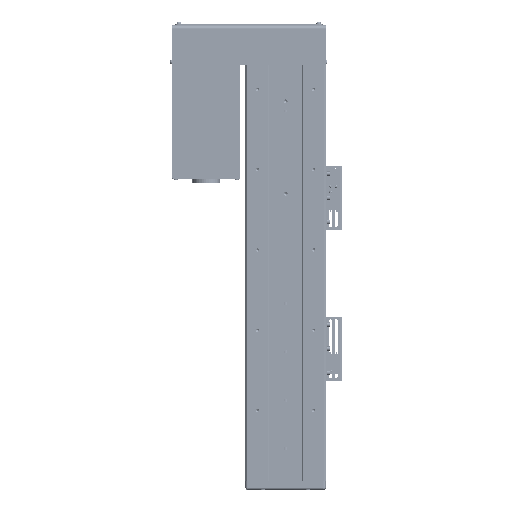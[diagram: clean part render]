
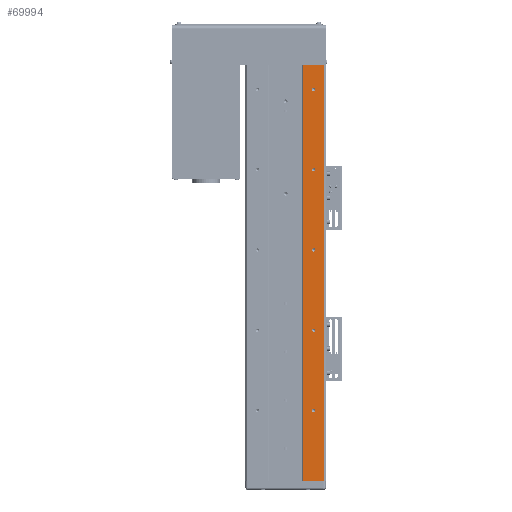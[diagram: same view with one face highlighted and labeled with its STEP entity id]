
A CAD part, front view. The second image highlights one B-rep face of the part: STEP entity #69994.
In plain terms, the highlighted planar face has unit normal (0, -1, 0).
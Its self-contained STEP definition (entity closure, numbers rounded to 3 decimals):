
#60 = EDGE_LOOP ( 'NONE', ( #26926, #69038 ) ) ;
#593 = DIRECTION ( 'NONE',  ( 0., 0., -1. ) ) ;
#736 = CARTESIAN_POINT ( 'NONE',  ( 35., -1., -227.9 ) ) ;
#1518 = DIRECTION ( 'NONE',  ( 0., 0., -1. ) ) ;
#1732 = DIRECTION ( 'NONE',  ( 0., 0., -1. ) ) ;
#1809 = ORIENTED_EDGE ( 'NONE', *, *, #65424, .F. ) ;
#1857 = VERTEX_POINT ( 'NONE', #20514 ) ;
#2086 = AXIS2_PLACEMENT_3D ( 'NONE', #107524, #54114, #593 ) ;
#2288 = CARTESIAN_POINT ( 'NONE',  ( 22., -1., -1418. ) ) ;
#2898 = VECTOR ( 'NONE', #78902, 1000. ) ;
#3418 = DIRECTION ( 'NONE',  ( 0., -1., 0. ) ) ;
#4019 = CARTESIAN_POINT ( 'NONE',  ( 35., -1., -130. ) ) ;
#4202 = DIRECTION ( 'NONE',  ( 0., 0., 1. ) ) ;
#4705 = DIRECTION ( 'NONE',  ( 0., 0., -1. ) ) ;
#5478 = CARTESIAN_POINT ( 'NONE',  ( 35., -1., -330. ) ) ;
#5828 = AXIS2_PLACEMENT_3D ( 'NONE', #48607, #110970, #57574 ) ;
#7353 = ORIENTED_EDGE ( 'NONE', *, *, #107355, .F. ) ;
#7524 = LINE ( 'NONE', #104210, #52281 ) ;
#8189 = CARTESIAN_POINT ( 'NONE',  ( 35., -1., -132.1 ) ) ;
#9212 = EDGE_CURVE ( 'NONE', #31238, #1857, #112659, .T. ) ;
#9798 = DIRECTION ( 'NONE',  ( 0., 0., 1. ) ) ;
#12277 = DIRECTION ( 'NONE',  ( 0., -1., 0. ) ) ;
#13007 = DIRECTION ( 'NONE',  ( 0., 0., -1. ) ) ;
#14089 = CIRCLE ( 'NONE', #109925, 2.1 ) ;
#15346 = EDGE_LOOP ( 'NONE', ( #42884, #72948 ) ) ;
#15908 = ORIENTED_EDGE ( 'NONE', *, *, #52019, .T. ) ;
#16456 = CARTESIAN_POINT ( 'NONE',  ( 22., -1., -518. ) ) ;
#18728 = VERTEX_POINT ( 'NONE', #68648 ) ;
#19590 = DIRECTION ( 'NONE',  ( 0., 0., -1. ) ) ;
#19626 = EDGE_LOOP ( 'NONE', ( #77980, #15908, #7353, #1809 ) ) ;
#19645 = LINE ( 'NONE', #72283, #88103 ) ;
#19666 = AXIS2_PLACEMENT_3D ( 'NONE', #98378, #97613, #96829 ) ;
#20514 = CARTESIAN_POINT ( 'NONE',  ( 35., -1., -327.9 ) ) ;
#20925 = VERTEX_POINT ( 'NONE', #55738 ) ;
#21508 = VERTEX_POINT ( 'NONE', #35295 ) ;
#22222 = CARTESIAN_POINT ( 'NONE',  ( 48., -1., 0. ) ) ;
#25099 = VERTEX_POINT ( 'NONE', #61349 ) ;
#25421 = EDGE_CURVE ( 'NONE', #107801, #68753, #58561, .T. ) ;
#25539 = ORIENTED_EDGE ( 'NONE', *, *, #45801, .F. ) ;
#26640 = CARTESIAN_POINT ( 'NONE',  ( 35., -1., -27.9 ) ) ;
#26926 = ORIENTED_EDGE ( 'NONE', *, *, #9212, .F. ) ;
#27522 = EDGE_CURVE ( 'NONE', #95584, #18728, #81879, .T. ) ;
#29400 = ORIENTED_EDGE ( 'NONE', *, *, #99187, .F. ) ;
#31238 = VERTEX_POINT ( 'NONE', #72966 ) ;
#31710 = FACE_BOUND ( 'NONE', #60, .T. ) ;
#33877 = EDGE_CURVE ( 'NONE', #18728, #95584, #91118, .T. ) ;
#34485 = FACE_BOUND ( 'NONE', #15346, .T. ) ;
#35263 = CIRCLE ( 'NONE', #5828, 2.1 ) ;
#35295 = CARTESIAN_POINT ( 'NONE',  ( 48., -1., -518. ) ) ;
#36615 = EDGE_CURVE ( 'NONE', #20925, #57256, #14089, .T. ) ;
#37834 = DIRECTION ( 'NONE',  ( 0., -1., 0. ) ) ;
#39312 = AXIS2_PLACEMENT_3D ( 'NONE', #2288, #37834, #64815 ) ;
#39919 = DIRECTION ( 'NONE',  ( 0., -1., 0. ) ) ;
#40045 = CARTESIAN_POINT ( 'NONE',  ( 35., -1., -230. ) ) ;
#42235 = CARTESIAN_POINT ( 'NONE',  ( 35., -1., -430. ) ) ;
#42743 = AXIS2_PLACEMENT_3D ( 'NONE', #108642, #55234, #1732 ) ;
#42884 = ORIENTED_EDGE ( 'NONE', *, *, #94879, .F. ) ;
#43907 = CIRCLE ( 'NONE', #42743, 2.1 ) ;
#45467 = EDGE_CURVE ( 'NONE', #1857, #31238, #78533, .T. ) ;
#45776 = CIRCLE ( 'NONE', #85141, 2.1 ) ;
#45801 = EDGE_CURVE ( 'NONE', #57256, #20925, #35263, .T. ) ;
#47779 = AXIS2_PLACEMENT_3D ( 'NONE', #42235, #104655, #51243 ) ;
#48426 = EDGE_CURVE ( 'NONE', #21508, #92714, #50439, .T. ) ;
#48607 = CARTESIAN_POINT ( 'NONE',  ( 35., -1., -30. ) ) ;
#50439 = LINE ( 'NONE', #16456, #2898 ) ;
#50944 = CARTESIAN_POINT ( 'NONE',  ( 35., -1., -232.1 ) ) ;
#51243 = DIRECTION ( 'NONE',  ( 0., 0., -1. ) ) ;
#52019 = EDGE_CURVE ( 'NONE', #21508, #101946, #104258, .T. ) ;
#52281 = VECTOR ( 'NONE', #113145, 1000. ) ;
#52862 = CARTESIAN_POINT ( 'NONE',  ( 22., -1., -518. ) ) ;
#54114 = DIRECTION ( 'NONE',  ( 0., -1., 0. ) ) ;
#54474 = ORIENTED_EDGE ( 'NONE', *, *, #33877, .F. ) ;
#55234 = DIRECTION ( 'NONE',  ( 0., -1., 0. ) ) ;
#55738 = CARTESIAN_POINT ( 'NONE',  ( 35., -1., -32.1 ) ) ;
#56860 = VECTOR ( 'NONE', #4202, 1000. ) ;
#57256 = VERTEX_POINT ( 'NONE', #26640 ) ;
#57574 = DIRECTION ( 'NONE',  ( 0., 0., -1. ) ) ;
#58275 = DIRECTION ( 'NONE',  ( 0., -1., 0. ) ) ;
#58561 = CIRCLE ( 'NONE', #103229, 2.1 ) ;
#61349 = CARTESIAN_POINT ( 'NONE',  ( 22., -1., 0. ) ) ;
#63666 = AXIS2_PLACEMENT_3D ( 'NONE', #5478, #3418, #1518 ) ;
#64815 = DIRECTION ( 'NONE',  ( 0., 0., -1. ) ) ;
#65424 = EDGE_CURVE ( 'NONE', #92714, #25099, #19645, .T. ) ;
#65825 = CARTESIAN_POINT ( 'NONE',  ( 35., -1., -230. ) ) ;
#66540 = DIRECTION ( 'NONE',  ( 0., -1., 0. ) ) ;
#67205 = VERTEX_POINT ( 'NONE', #8189 ) ;
#68648 = CARTESIAN_POINT ( 'NONE',  ( 35., -1., -427.9 ) ) ;
#68753 = VERTEX_POINT ( 'NONE', #50944 ) ;
#69038 = ORIENTED_EDGE ( 'NONE', *, *, #45467, .F. ) ;
#69994 = ADVANCED_FACE ( 'NONE', ( #79115, #105693, #34485, #31710, #100130, #76325 ), #109198, .T. ) ;
#72283 = CARTESIAN_POINT ( 'NONE',  ( 22., -1., -1418. ) ) ;
#72948 = ORIENTED_EDGE ( 'NONE', *, *, #25421, .F. ) ;
#72966 = CARTESIAN_POINT ( 'NONE',  ( 35., -1., -332.1 ) ) ;
#74718 = DIRECTION ( 'NONE',  ( 0., 0., -1. ) ) ;
#75614 = EDGE_LOOP ( 'NONE', ( #108073, #25539 ) ) ;
#76325 = FACE_OUTER_BOUND ( 'NONE', #19626, .T. ) ;
#76739 = EDGE_LOOP ( 'NONE', ( #112411, #29400 ) ) ;
#77316 = CIRCLE ( 'NONE', #102560, 2.1 ) ;
#77980 = ORIENTED_EDGE ( 'NONE', *, *, #48426, .F. ) ;
#78533 = CIRCLE ( 'NONE', #2086, 2.1 ) ;
#78902 = DIRECTION ( 'NONE',  ( -1., 0., 0. ) ) ;
#79115 = FACE_BOUND ( 'NONE', #75614, .T. ) ;
#79679 = VERTEX_POINT ( 'NONE', #95765 ) ;
#81879 = CIRCLE ( 'NONE', #19666, 2.1 ) ;
#84223 = CARTESIAN_POINT ( 'NONE',  ( 48., -1., -1418. ) ) ;
#85141 = AXIS2_PLACEMENT_3D ( 'NONE', #65825, #12277, #74718 ) ;
#88103 = VECTOR ( 'NONE', #9798, 1000. ) ;
#91118 = CIRCLE ( 'NONE', #47779, 2.1 ) ;
#92714 = VERTEX_POINT ( 'NONE', #52862 ) ;
#94879 = EDGE_CURVE ( 'NONE', #68753, #107801, #45776, .T. ) ;
#95584 = VERTEX_POINT ( 'NONE', #109710 ) ;
#95765 = CARTESIAN_POINT ( 'NONE',  ( 35., -1., -127.9 ) ) ;
#96347 = EDGE_LOOP ( 'NONE', ( #111645, #54474 ) ) ;
#96829 = DIRECTION ( 'NONE',  ( 0., 0., -1. ) ) ;
#97613 = DIRECTION ( 'NONE',  ( 0., -1., 0. ) ) ;
#98378 = CARTESIAN_POINT ( 'NONE',  ( 35., -1., -430. ) ) ;
#98988 = EDGE_CURVE ( 'NONE', #67205, #79679, #43907, .T. ) ;
#99187 = EDGE_CURVE ( 'NONE', #79679, #67205, #77316, .T. ) ;
#100130 = FACE_BOUND ( 'NONE', #96347, .T. ) ;
#101946 = VERTEX_POINT ( 'NONE', #22222 ) ;
#102560 = AXIS2_PLACEMENT_3D ( 'NONE', #4019, #66540, #13007 ) ;
#103229 = AXIS2_PLACEMENT_3D ( 'NONE', #40045, #39919, #19590 ) ;
#104210 = CARTESIAN_POINT ( 'NONE',  ( 22., -1., 0. ) ) ;
#104258 = LINE ( 'NONE', #84223, #56860 ) ;
#104655 = DIRECTION ( 'NONE',  ( 0., -1., 0. ) ) ;
#105693 = FACE_BOUND ( 'NONE', #76739, .T. ) ;
#107355 = EDGE_CURVE ( 'NONE', #25099, #101946, #7524, .T. ) ;
#107524 = CARTESIAN_POINT ( 'NONE',  ( 35., -1., -330. ) ) ;
#107801 = VERTEX_POINT ( 'NONE', #736 ) ;
#108073 = ORIENTED_EDGE ( 'NONE', *, *, #36615, .F. ) ;
#108642 = CARTESIAN_POINT ( 'NONE',  ( 35., -1., -130. ) ) ;
#109198 = PLANE ( 'NONE',  #39312 ) ;
#109710 = CARTESIAN_POINT ( 'NONE',  ( 35., -1., -432.1 ) ) ;
#109925 = AXIS2_PLACEMENT_3D ( 'NONE', #111647, #58275, #4705 ) ;
#110970 = DIRECTION ( 'NONE',  ( 0., -1., 0. ) ) ;
#111645 = ORIENTED_EDGE ( 'NONE', *, *, #27522, .F. ) ;
#111647 = CARTESIAN_POINT ( 'NONE',  ( 35., -1., -30. ) ) ;
#112411 = ORIENTED_EDGE ( 'NONE', *, *, #98988, .F. ) ;
#112659 = CIRCLE ( 'NONE', #63666, 2.1 ) ;
#113145 = DIRECTION ( 'NONE',  ( 1., 0., 0. ) ) ;
